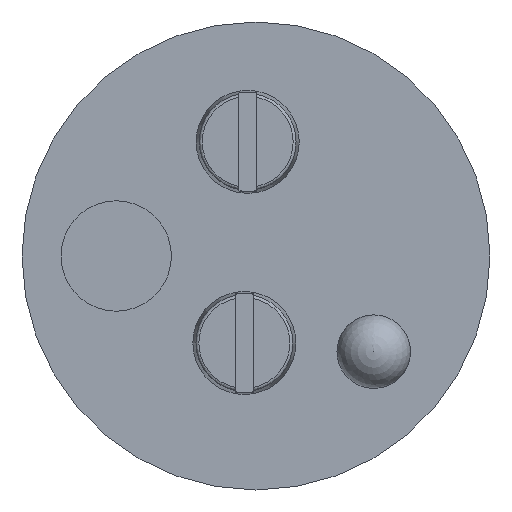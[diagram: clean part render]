
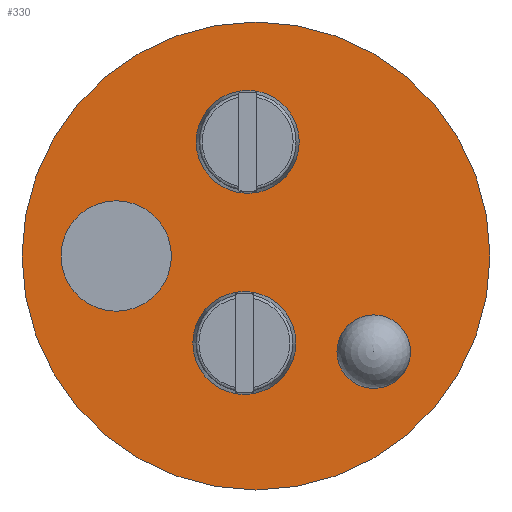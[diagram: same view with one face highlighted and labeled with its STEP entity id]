
A CAD part, left-side view. The second image highlights one B-rep face of the part: STEP entity #330.
In plain terms, the highlighted planar face has unit normal (-1, 0, 0).
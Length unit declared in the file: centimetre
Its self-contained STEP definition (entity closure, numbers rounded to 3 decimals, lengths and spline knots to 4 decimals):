
#19=FACE_BOUND('',#117,.T.);
#20=FACE_BOUND('',#118,.T.);
#21=FACE_BOUND('',#119,.T.);
#22=FACE_BOUND('',#120,.T.);
#71=PLANE('',#366);
#90=FACE_OUTER_BOUND('',#116,.T.);
#116=EDGE_LOOP('',(#272));
#117=EDGE_LOOP('',(#273));
#118=EDGE_LOOP('',(#274));
#119=EDGE_LOOP('',(#275));
#120=EDGE_LOOP('',(#276));
#133=CIRCLE('',#344,0.25);
#140=CIRCLE('',#359,0.35);
#143=CIRCLE('',#365,1.59);
#144=CIRCLE('',#367,0.35);
#145=CIRCLE('',#368,0.375);
#153=VERTEX_POINT('',#484);
#166=VERTEX_POINT('',#568);
#169=VERTEX_POINT('',#577);
#170=VERTEX_POINT('',#580);
#171=VERTEX_POINT('',#582);
#185=EDGE_CURVE('',#153,#153,#133,.T.);
#204=EDGE_CURVE('',#166,#166,#140,.T.);
#207=EDGE_CURVE('',#169,#169,#143,.T.);
#208=EDGE_CURVE('',#170,#170,#144,.T.);
#209=EDGE_CURVE('',#171,#171,#145,.T.);
#272=ORIENTED_EDGE('',*,*,#207,.T.);
#273=ORIENTED_EDGE('',*,*,#185,.T.);
#274=ORIENTED_EDGE('',*,*,#204,.T.);
#275=ORIENTED_EDGE('',*,*,#208,.T.);
#276=ORIENTED_EDGE('',*,*,#209,.T.);
#330=ADVANCED_FACE('',(#90,#19,#20,#21,#22),#71,.F.);
#344=AXIS2_PLACEMENT_3D('',#485,#390,#391);
#359=AXIS2_PLACEMENT_3D('',#569,#424,#425);
#365=AXIS2_PLACEMENT_3D('',#578,#436,#437);
#366=AXIS2_PLACEMENT_3D('',#579,#438,#439);
#367=AXIS2_PLACEMENT_3D('',#581,#440,#441);
#368=AXIS2_PLACEMENT_3D('',#583,#442,#443);
#390=DIRECTION('center_axis',(1.,0.,0.));
#391=DIRECTION('ref_axis',(0.,0.,-1.));
#424=DIRECTION('center_axis',(1.,0.,0.));
#425=DIRECTION('ref_axis',(0.,1.,0.));
#436=DIRECTION('center_axis',(-1.,0.,0.));
#437=DIRECTION('ref_axis',(0.,0.,-1.));
#438=DIRECTION('center_axis',(1.,0.,0.));
#439=DIRECTION('ref_axis',(0.,0.,-1.));
#440=DIRECTION('center_axis',(1.,0.,0.));
#441=DIRECTION('ref_axis',(0.,1.,0.));
#442=DIRECTION('center_axis',(1.,0.,0.));
#443=DIRECTION('ref_axis',(0.,0.,-1.));
#484=CARTESIAN_POINT('',(-4.463,-0.2736,2.776));
#485=CARTESIAN_POINT('Origin',(-4.463,-0.2736,2.526));
#568=CARTESIAN_POINT('',(-4.463,0.9555,2.5849));
#569=CARTESIAN_POINT('Origin',(-4.463,0.6055,2.5849));
#577=CARTESIAN_POINT('',(-4.463,0.5264,4.766));
#578=CARTESIAN_POINT('Origin',(-4.463,0.5264,3.176));
#579=CARTESIAN_POINT('Origin',(-4.463,0.5264,3.176));
#580=CARTESIAN_POINT('',(-4.463,0.9328,3.9516));
#581=CARTESIAN_POINT('Origin',(-4.463,0.5828,3.9516));
#582=CARTESIAN_POINT('',(-4.463,1.4764,3.551));
#583=CARTESIAN_POINT('Origin',(-4.463,1.4764,3.176));
